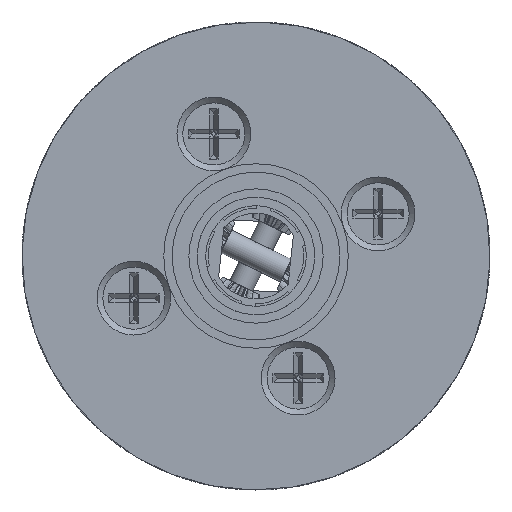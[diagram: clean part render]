
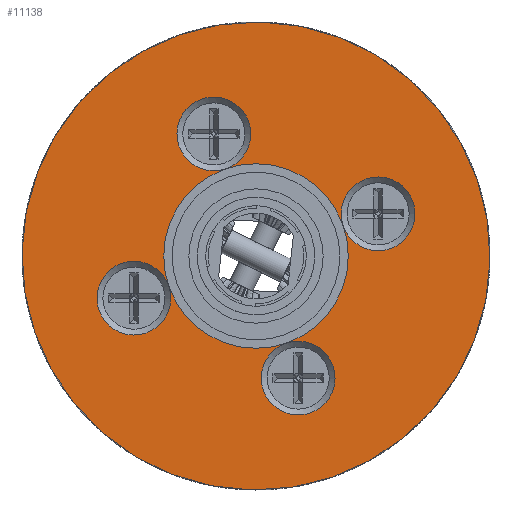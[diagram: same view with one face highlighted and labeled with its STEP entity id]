
A CAD part, left-side view. The second image highlights one B-rep face of the part: STEP entity #11138.
In plain terms, the highlighted planar face has unit normal (-1, 0, 0).
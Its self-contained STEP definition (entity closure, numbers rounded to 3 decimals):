
#1322=FACE_BOUND('',#2236,.T.);
#1323=FACE_BOUND('',#2237,.T.);
#1324=FACE_BOUND('',#2238,.T.);
#1325=FACE_BOUND('',#2239,.T.);
#1326=FACE_BOUND('',#2240,.T.);
#1406=PLANE('',#11975);
#1560=FACE_OUTER_BOUND('',#2235,.T.);
#2235=EDGE_LOOP('',(#7834));
#2236=EDGE_LOOP('',(#7835));
#2237=EDGE_LOOP('',(#7836));
#2238=EDGE_LOOP('',(#7837));
#2239=EDGE_LOOP('',(#7838));
#2240=EDGE_LOOP('',(#7839));
#4061=CIRCLE('',#11976,13.95);
#4062=CIRCLE('',#11977,2.2);
#4063=CIRCLE('',#11978,2.2);
#4064=CIRCLE('',#11979,2.2);
#4065=CIRCLE('',#11980,2.2);
#4066=CIRCLE('',#11981,4.5);
#4591=VERTEX_POINT('',#15465);
#4592=VERTEX_POINT('',#15467);
#4593=VERTEX_POINT('',#15469);
#4594=VERTEX_POINT('',#15471);
#4595=VERTEX_POINT('',#15473);
#4596=VERTEX_POINT('',#15475);
#5829=EDGE_CURVE('',#4591,#4591,#4061,.T.);
#5830=EDGE_CURVE('',#4592,#4592,#4062,.T.);
#5831=EDGE_CURVE('',#4593,#4593,#4063,.T.);
#5832=EDGE_CURVE('',#4594,#4594,#4064,.T.);
#5833=EDGE_CURVE('',#4595,#4595,#4065,.T.);
#5834=EDGE_CURVE('',#4596,#4596,#4066,.F.);
#7834=ORIENTED_EDGE('',*,*,#5829,.F.);
#7835=ORIENTED_EDGE('',*,*,#5830,.F.);
#7836=ORIENTED_EDGE('',*,*,#5831,.F.);
#7837=ORIENTED_EDGE('',*,*,#5832,.F.);
#7838=ORIENTED_EDGE('',*,*,#5833,.F.);
#7839=ORIENTED_EDGE('',*,*,#5834,.F.);
#11138=ADVANCED_FACE('',(#1560,#1322,#1323,#1324,#1325,#1326),#1406,.F.);
#11975=AXIS2_PLACEMENT_3D('',#15464,#13123,#13124);
#11976=AXIS2_PLACEMENT_3D('',#15466,#13125,#13126);
#11977=AXIS2_PLACEMENT_3D('',#15468,#13127,#13128);
#11978=AXIS2_PLACEMENT_3D('',#15470,#13129,#13130);
#11979=AXIS2_PLACEMENT_3D('',#15472,#13131,#13132);
#11980=AXIS2_PLACEMENT_3D('',#15474,#13133,#13134);
#11981=AXIS2_PLACEMENT_3D('',#15476,#13135,#13136);
#13123=DIRECTION('center_axis',(1.,0.,0.));
#13124=DIRECTION('ref_axis',(0.,0.,-1.));
#13125=DIRECTION('center_axis',(1.,0.,0.));
#13126=DIRECTION('ref_axis',(0.,0.,-1.));
#13127=DIRECTION('center_axis',(-1.,0.,0.));
#13128=DIRECTION('ref_axis',(0.,0.,1.));
#13129=DIRECTION('center_axis',(-1.,0.,0.));
#13130=DIRECTION('ref_axis',(0.,0.,1.));
#13131=DIRECTION('center_axis',(-1.,0.,0.));
#13132=DIRECTION('ref_axis',(0.,0.,1.));
#13133=DIRECTION('center_axis',(-1.,0.,0.));
#13134=DIRECTION('ref_axis',(0.,0.,1.));
#13135=DIRECTION('center_axis',(1.,0.,0.));
#13136=DIRECTION('ref_axis',(0.,0.,-1.));
#15464=CARTESIAN_POINT('Origin',(3.114,-25.,-21.657));
#15465=CARTESIAN_POINT('',(3.114,0.,13.95));
#15466=CARTESIAN_POINT('Origin',(3.114,0.,0.));
#15467=CARTESIAN_POINT('',(3.114,7.7,-2.2));
#15468=CARTESIAN_POINT('Origin',(3.114,7.7,0.));
#15469=CARTESIAN_POINT('',(3.114,0.,5.5));
#15470=CARTESIAN_POINT('Origin',(3.114,0.,7.7));
#15471=CARTESIAN_POINT('',(3.114,-7.7,-2.2));
#15472=CARTESIAN_POINT('Origin',(3.114,-7.7,0.));
#15473=CARTESIAN_POINT('',(3.114,0.,-9.9));
#15474=CARTESIAN_POINT('Origin',(3.114,0.,-7.7));
#15475=CARTESIAN_POINT('',(3.114,0.,4.5));
#15476=CARTESIAN_POINT('Origin',(3.114,0.,0.));
